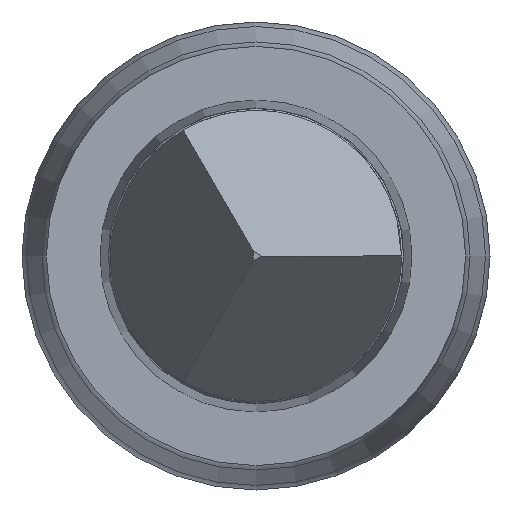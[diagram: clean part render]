
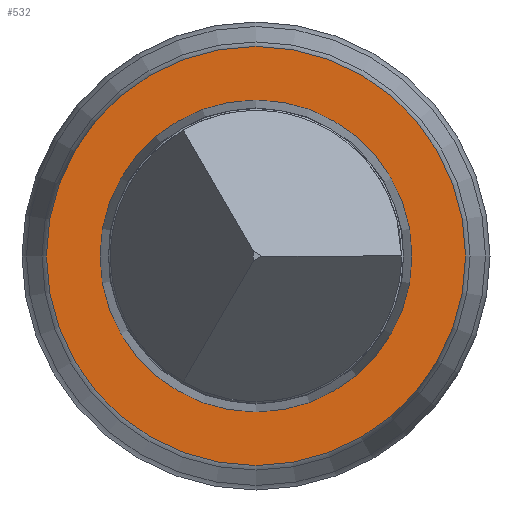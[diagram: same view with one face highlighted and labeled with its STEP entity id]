
A CAD part, left-side view. The second image highlights one B-rep face of the part: STEP entity #532.
In plain terms, the highlighted planar face has unit normal (-1, 0, 0).
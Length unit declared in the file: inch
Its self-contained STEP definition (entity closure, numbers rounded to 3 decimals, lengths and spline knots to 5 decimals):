
#67 = CARTESIAN_POINT ( 'NONE',  ( 0., 0., 0. ) ) ;
#130 = CIRCLE ( 'NONE', #280, 0.01339 ) ;
#158 = AXIS2_PLACEMENT_3D ( 'NONE', #346, #543, #439 ) ;
#237 = ORIENTED_EDGE ( 'NONE', *, *, #392, .F. ) ;
#253 = EDGE_LOOP ( 'NONE', ( #637 ) ) ;
#269 = PLANE ( 'NONE',  #460 ) ;
#274 = DIRECTION ( 'NONE',  ( 0., 0., -1. ) ) ;
#280 = AXIS2_PLACEMENT_3D ( 'NONE', #67, #418, #329 ) ;
#320 = VERTEX_POINT ( 'NONE', #389 ) ;
#326 = EDGE_LOOP ( 'NONE', ( #237 ) ) ;
#329 = DIRECTION ( 'NONE',  ( 0., -1., 0. ) ) ;
#346 = CARTESIAN_POINT ( 'NONE',  ( 0., 0., 0. ) ) ;
#389 = CARTESIAN_POINT ( 'NONE',  ( 0., -0.01339, 0. ) ) ;
#392 = EDGE_CURVE ( 'NONE', #320, #320, #130, .T. ) ;
#418 = DIRECTION ( 'NONE',  ( -1., 0., 0. ) ) ;
#439 = DIRECTION ( 'NONE',  ( 0., 0., -1. ) ) ;
#460 = AXIS2_PLACEMENT_3D ( 'NONE', #629, #575, #274 ) ;
#532 = ADVANCED_FACE ( 'NONE', ( #606, #632 ), #269, .T. ) ;
#543 = DIRECTION ( 'NONE',  ( -1., 0., 0. ) ) ;
#548 = CIRCLE ( 'NONE', #158, 0.018 ) ;
#575 = DIRECTION ( 'NONE',  ( -1., 0., 0. ) ) ;
#594 = VERTEX_POINT ( 'NONE', #642 ) ;
#606 = FACE_BOUND ( 'NONE', #326, .T. ) ;
#621 = EDGE_CURVE ( 'NONE', #594, #594, #548, .T. ) ;
#629 = CARTESIAN_POINT ( 'NONE',  ( 0., -0.018, 0. ) ) ;
#632 = FACE_OUTER_BOUND ( 'NONE', #253, .T. ) ;
#637 = ORIENTED_EDGE ( 'NONE', *, *, #621, .T. ) ;
#642 = CARTESIAN_POINT ( 'NONE',  ( 0., 0., -0.018 ) ) ;
